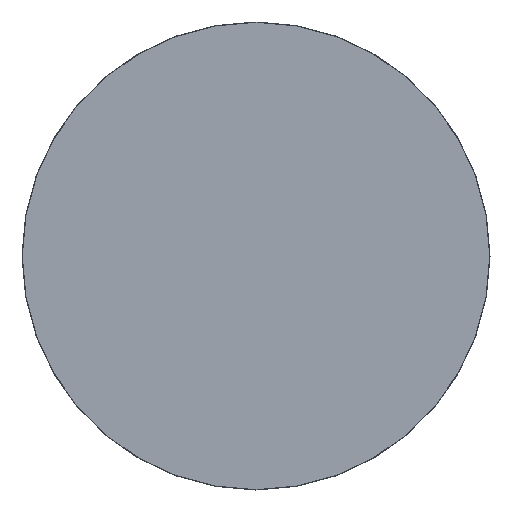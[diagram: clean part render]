
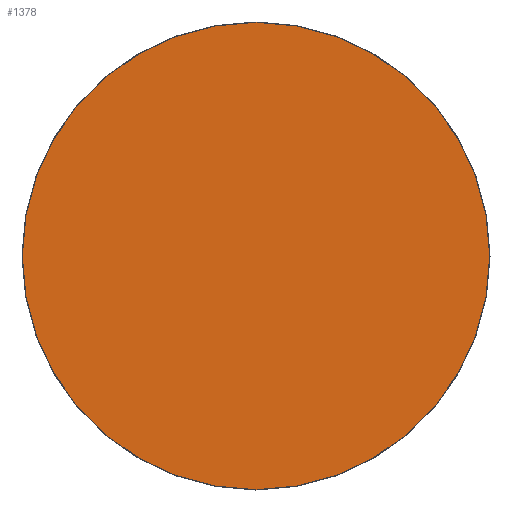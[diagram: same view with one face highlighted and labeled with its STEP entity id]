
A CAD part, front view. The second image highlights one B-rep face of the part: STEP entity #1378.
In plain terms, the highlighted planar face has unit normal (0, -1, 0).
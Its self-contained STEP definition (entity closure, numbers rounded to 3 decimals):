
#81=PLANE('',#1549);
#194=FACE_OUTER_BOUND('',#281,.T.);
#281=EDGE_LOOP('',(#1219,#1220));
#430=CIRCLE('',#1550,139.524);
#431=CIRCLE('',#1551,139.524);
#659=VERTEX_POINT('',#6423);
#660=VERTEX_POINT('',#6424);
#857=EDGE_CURVE('',#659,#660,#430,.T.);
#858=EDGE_CURVE('',#660,#659,#431,.T.);
#1219=ORIENTED_EDGE('',*,*,#857,.T.);
#1220=ORIENTED_EDGE('',*,*,#858,.T.);
#1378=ADVANCED_FACE('',(#194),#81,.T.);
#1549=AXIS2_PLACEMENT_3D('',#6422,#1898,#1899);
#1550=AXIS2_PLACEMENT_3D('',#6425,#1900,#1901);
#1551=AXIS2_PLACEMENT_3D('',#6426,#1902,#1903);
#1898=DIRECTION('center_axis',(0.,-1.,0.));
#1899=DIRECTION('ref_axis',(0.,0.,-1.));
#1900=DIRECTION('center_axis',(0.,-1.,0.));
#1901=DIRECTION('ref_axis',(0.,0.,1.));
#1902=DIRECTION('center_axis',(0.,-1.,0.));
#1903=DIRECTION('ref_axis',(0.,0.,1.));
#6422=CARTESIAN_POINT('Origin',(0.,-11.505,139.524));
#6423=CARTESIAN_POINT('',(0.,-11.505,139.524));
#6424=CARTESIAN_POINT('',(0.,-11.505,-139.524));
#6425=CARTESIAN_POINT('Origin',(0.,-11.505,
0.));
#6426=CARTESIAN_POINT('Origin',(0.,-11.505,
0.));
